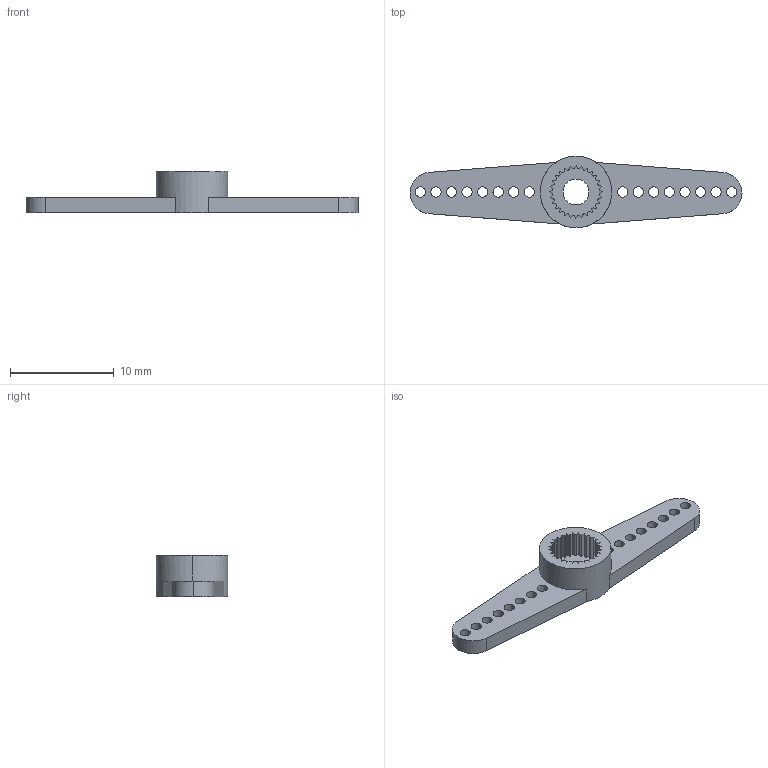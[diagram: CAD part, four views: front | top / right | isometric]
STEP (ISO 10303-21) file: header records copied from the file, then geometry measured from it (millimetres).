
FILE_DESCRIPTION (( 'STEP AP214' ), '1' );
FILE_NAME ('Micro Servo Horn Arm V1.step', '2016-10-28T07:17:26', ( 'dell' ), ( '' ), 'SwSTEP 2.0', 'SolidWorks 2013', '' );
FILE_SCHEMA (( 'AUTOMOTIVE_DESIGN' ));
Length unit declared in the file: millimetre
Products named in the file (1): Micro Servo Horn Arm V1
Bounding box: 32 x 6.9 x 4 mm (x, y, z)
Volume: 246.6 mm3; surface area: 592.8 mm2
Topology: 1 solids, 1 shells, 135 faces, 393 edges, 262 vertices
Faces by surface type: cylinder 69, plane 66
Entity records: 4611 total; most frequent: DIRECTION 807, CARTESIAN_POINT 791, ORIENTED_EDGE 786, EDGE_CURVE 393, AXIS2_PLACEMENT_3D 278, VERTEX_POINT 262, VECTOR 251, LINE 251
